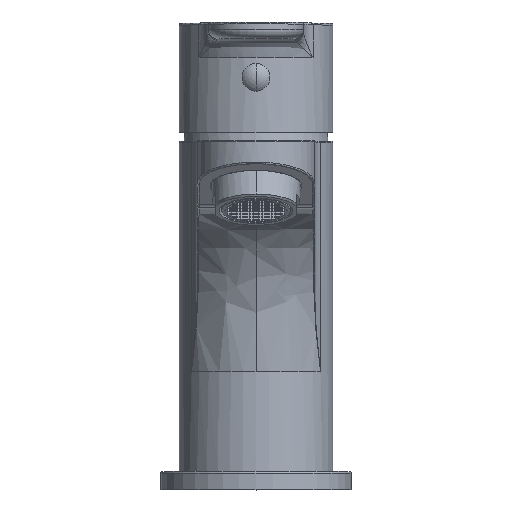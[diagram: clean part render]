
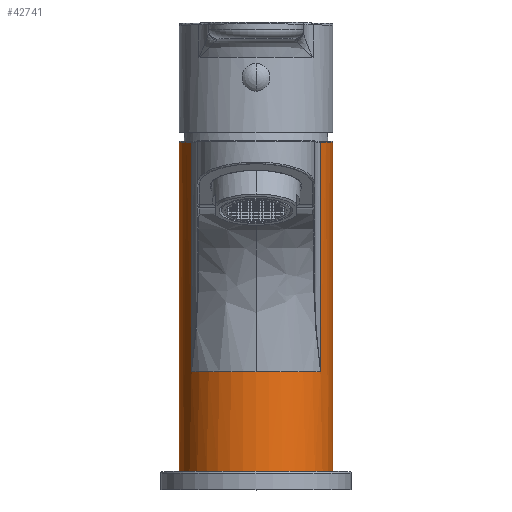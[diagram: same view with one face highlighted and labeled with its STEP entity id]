
A CAD part, top view. The second image highlights one B-rep face of the part: STEP entity #42741.
In plain terms, the highlighted cylindrical face has radius 21 mm (diameter 42 mm), a partial arc.
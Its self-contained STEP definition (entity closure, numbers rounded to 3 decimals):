
#4320=CARTESIAN_POINT('',(17.613,29.2,11.436));
#4322=CARTESIAN_POINT('',(0.,29.2,0.));
#4323=DIRECTION('',(0.,-1.,0.));
#4324=DIRECTION('',(0.839,0.,0.545));
#4325=AXIS2_PLACEMENT_3D('',#4322,#4323,#4324);
#4366=CARTESIAN_POINT('',(0.,2.,0.));
#4367=DIRECTION('',(0.,1.,0.));
#4368=DIRECTION('',(-1.,0.,0.));
#4369=AXIS2_PLACEMENT_3D('',#4366,#4367,#4368);
#4371=DIRECTION('',(0.,1.,0.));
#4372=VECTOR('',#4371,90.);
#4373=CARTESIAN_POINT('',(-21.,2.,0.));
#4374=LINE('',#4373,#4372);
#4375=CARTESIAN_POINT('',(0.,92.,0.));
#4376=DIRECTION('',(0.,1.,0.));
#4377=DIRECTION('',(-1.,0.,0.));
#4378=AXIS2_PLACEMENT_3D('',#4375,#4376,#4377);
#4380=DIRECTION('',(0.,1.,0.));
#4381=VECTOR('',#4380,62.8);
#4382=CARTESIAN_POINT('',(-17.613,29.2,11.436));
#4383=LINE('',#4382,#4381);
#4384=DIRECTION('',(0.,-1.,0.));
#4385=VECTOR('',#4384,62.8);
#4386=CARTESIAN_POINT('',(17.613,92.,11.436));
#4387=LINE('',#4386,#4385);
#4388=CARTESIAN_POINT('',(0.,92.,0.));
#4389=DIRECTION('',(0.,1.,0.));
#4390=DIRECTION('',(0.839,0.,0.545));
#4391=AXIS2_PLACEMENT_3D('',#4388,#4389,#4390);
#23791=CARTESIAN_POINT('',(0.,29.2,21.));
#23842=CARTESIAN_POINT('',(0.,29.2,0.));
#23843=DIRECTION('',(0.,-1.,0.));
#23844=DIRECTION('',(0.,0.,1.));
#23845=AXIS2_PLACEMENT_3D('',#23842,#23843,#23844);
#23872=CARTESIAN_POINT('',(-17.613,29.2,
11.436));
#23894=DIRECTION('',(0.,1.,0.));
#23895=VECTOR('',#23894,90.);
#23896=CARTESIAN_POINT('',(21.,2.,0.));
#23897=LINE('',#23896,#23895);
#31899=VERTEX_POINT('',#23791);
#31934=VERTEX_POINT('',#4320);
#31966=VERTEX_POINT('',#23872);
#31973=CARTESIAN_POINT('',(17.613,92.,11.436));
#31974=VERTEX_POINT('',#31973);
#31977=CARTESIAN_POINT('',(-17.613,92.,11.436));
#31978=VERTEX_POINT('',#31977);
#32344=CARTESIAN_POINT('',(21.,92.,0.));
#32345=VERTEX_POINT('',#32344);
#32346=CARTESIAN_POINT('',(-21.,92.,0.));
#32347=VERTEX_POINT('',#32346);
#38768=CARTESIAN_POINT('',(21.,2.,0.));
#38769=CARTESIAN_POINT('',(-21.,2.,0.));
#38770=VERTEX_POINT('',#38768);
#38771=VERTEX_POINT('',#38769);
#42717=CARTESIAN_POINT('',(0.,0.,0.));
#42718=DIRECTION('',(0.,1.,0.));
#42719=DIRECTION('',(1.,0.,0.));
#42720=AXIS2_PLACEMENT_3D('',#42717,#42718,#42719);
#42721=CYLINDRICAL_SURFACE('',#42720,21.);
#42723=ORIENTED_EDGE('',*,*,#42722,.F.);
#42725=ORIENTED_EDGE('',*,*,#42724,.T.);
#42727=ORIENTED_EDGE('',*,*,#42726,.T.);
#42729=ORIENTED_EDGE('',*,*,#42728,.F.);
#42731=ORIENTED_EDGE('',*,*,#42730,.F.);
#42732=ORIENTED_EDGE('',*,*,#42700,.F.);
#42734=ORIENTED_EDGE('',*,*,#42733,.F.);
#42736=ORIENTED_EDGE('',*,*,#42735,.T.);
#42738=ORIENTED_EDGE('',*,*,#42737,.F.);
#42739=EDGE_LOOP('',(#42723,#42725,#42727,#42729,#42731,#42732,#42734,#42736,
#42738));
#42740=FACE_OUTER_BOUND('',#42739,.F.);
#42741=ADVANCED_FACE('',(#42740),#42721,.T.);
#4326=CIRCLE('',#4325,21.);
#4370=CIRCLE('',#4369,21.);
#4379=CIRCLE('',#4378,21.);
#4392=CIRCLE('',#4391,21.);
#23846=CIRCLE('',#23845,21.);
#42700=EDGE_CURVE('',#31934,#31899,#4326,.T.);
#42722=EDGE_CURVE('',#38771,#38770,#4370,.T.);
#42724=EDGE_CURVE('',#38771,#32347,#4374,.T.);
#42726=EDGE_CURVE('',#32347,#31978,#4379,.T.);
#42728=EDGE_CURVE('',#31966,#31978,#4383,.T.);
#42730=EDGE_CURVE('',#31899,#31966,#23846,.T.);
#42733=EDGE_CURVE('',#31974,#31934,#4387,.T.);
#42735=EDGE_CURVE('',#31974,#32345,#4392,.T.);
#42737=EDGE_CURVE('',#38770,#32345,#23897,.T.);
